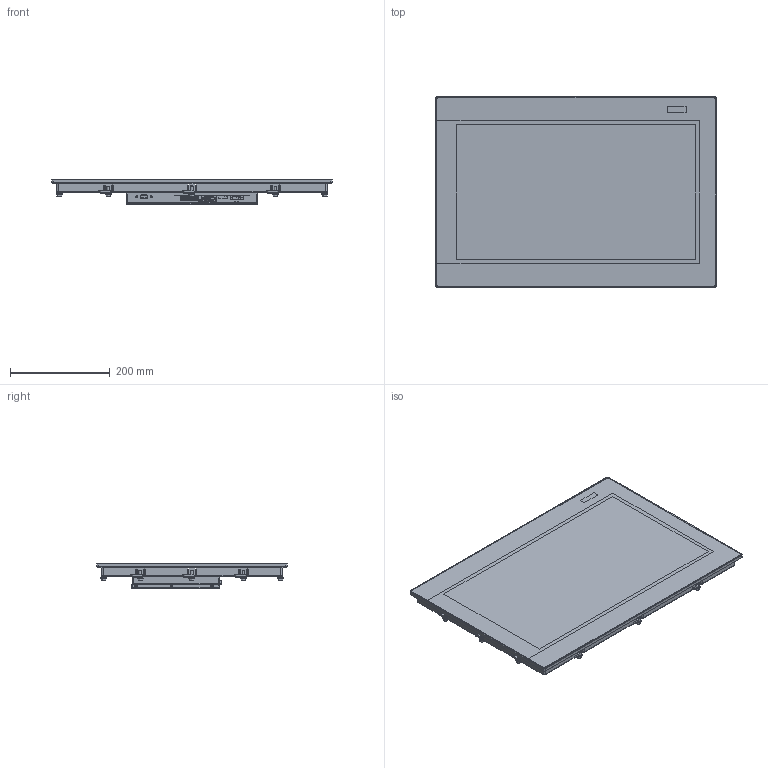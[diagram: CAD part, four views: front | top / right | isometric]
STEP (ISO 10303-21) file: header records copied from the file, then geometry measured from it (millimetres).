
FILE_DESCRIPTION (( 'STEP AP203' ), '1' );
FILE_NAME ('IPPD2100P-ASM.STEP', '2015-11-04T01:43:39', ( '' ), ( '' ), 'SwSTEP 2.0', 'SolidWorks 2013', '' );
FILE_SCHEMA (( 'CONFIG_CONTROL_DESIGN' ));
Length unit declared in the file: millimetre
Products named in the file (1): IPPD2100P-ASM
Bounding box: 562.4 x 382.4 x 50.85 mm (x, y, z)
Surface area: 613046.8 mm2 (no closed solid volume)
Topology: 0 solids, 104 shells, 945 faces, 3941 edges, 3009 vertices
Faces by surface type: plane 527, cylinder 226, cone 82, torus 51, bspline 44, sphere 15
Full cylindrical faces by diameter (mm): 0.945 x4, 1.9 x2, 2 x3, 2.5 x13, 2.6 x2, 3.4 x1, 3.5 x1, 3.657 x4, 4 x6, 5 x12, 8 x12
Entity records: 42092 total; most frequent: CARTESIAN_POINT 11102, DIRECTION 6326, ORIENTED_EDGE 5233, EDGE_CURVE 3752, VERTEX_POINT 2962, LINE 2110, VECTOR 2110, AXIS2_PLACEMENT_3D 2108
